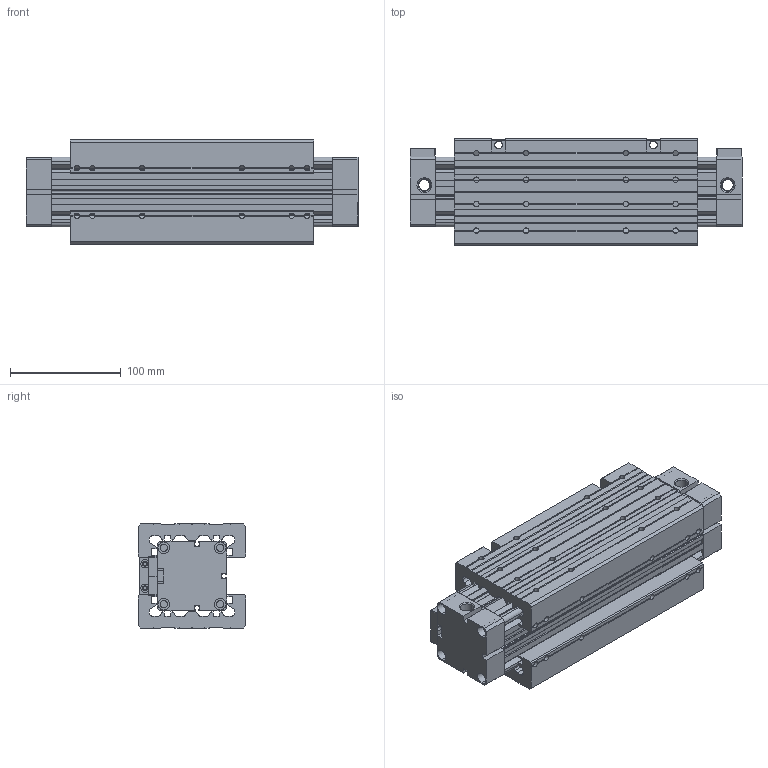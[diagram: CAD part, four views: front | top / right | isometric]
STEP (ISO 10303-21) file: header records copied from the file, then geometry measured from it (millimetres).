
FILE_DESCRIPTION (( 'STEP AP214' ), '1' );
FILE_NAME ('ZFF 40-0 RODLESS CYLINDER.STEP', '2010-08-06T15:38:55', ( '' ), ( '' ), 'SwSTEP 2.0', 'SolidWorks 2010', '' );
FILE_SCHEMA (( 'AUTOMOTIVE_DESIGN' ));
Length unit declared in the file: millimetre
Products named in the file (7): ZS  40  BORU; ZS  40  KAPAK; KIZAKLI PÝSTON; SIYIRICI; BANT  KAPAÐI; ZF  40  YATAK; ZFF 40-0  RODLESS  CYLINDER
Assembly tree (10 placements, depth 2):
  ZFF 40-0  RODLESS  CYLINDER
    BANT  KAPAÐI  x2
    ZF  40  YATAK  x2
    ZS  40  BORU
    ZS  40  KAPAK  x2
    KIZAKLI PÝSTON
    SIYIRICI  x2
Bounding box: 300 x 97 x 94 mm (x, y, z)
Volume: 1846160.7 mm3; surface area: 402153.7 mm2
Topology: 10 solids, 10 shells, 1127 faces, 3575 edges, 2370 vertices
Faces by surface type: plane 601, cylinder 488, cone 38
Entity records: 25180 total; most frequent: CARTESIAN_POINT 5603, ORIENTED_EDGE 4138, DIRECTION 3676, EDGE_CURVE 2069, VERTEX_POINT 1372, AXIS2_PLACEMENT_3D 1249, VECTOR 1178, LINE 1178
